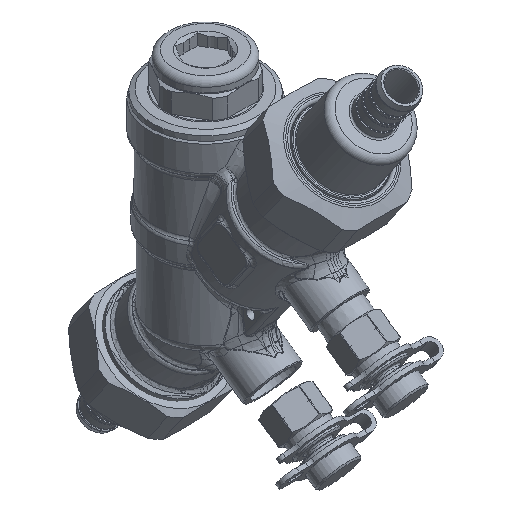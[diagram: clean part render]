
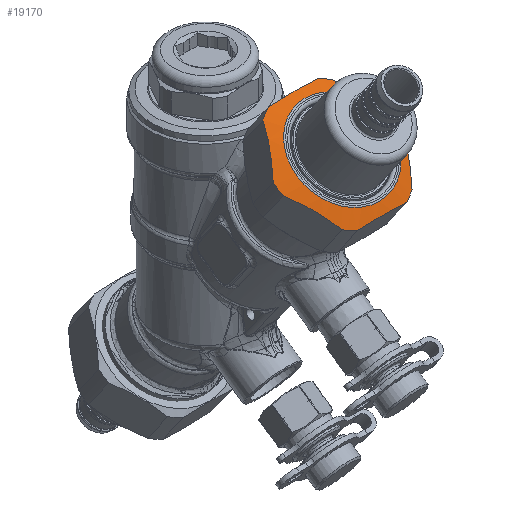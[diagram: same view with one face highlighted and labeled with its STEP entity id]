
A CAD part, isometric view. The second image highlights one B-rep face of the part: STEP entity #19170.
In plain terms, the highlighted conical face has half-angle 60 degrees and reference radius 17.78 mm.
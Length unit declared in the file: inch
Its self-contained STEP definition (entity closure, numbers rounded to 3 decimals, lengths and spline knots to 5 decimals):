
#944=(
BOUNDED_CURVE()
B_SPLINE_CURVE(2,(#140153,#140154,#140155),.UNSPECIFIED.,.F.,.F.)
B_SPLINE_CURVE_WITH_KNOTS((3,3),(0.,1.67512),.UNSPECIFIED.)
CURVE()
GEOMETRIC_REPRESENTATION_ITEM()
RATIONAL_B_SPLINE_CURVE((1.,1.096,1.))
REPRESENTATION_ITEM('')
);
#945=(
BOUNDED_CURVE()
B_SPLINE_CURVE(2,(#140159,#140160,#140161),.UNSPECIFIED.,.F.,.F.)
B_SPLINE_CURVE_WITH_KNOTS((3,3),(0.,1.67512),.UNSPECIFIED.)
CURVE()
GEOMETRIC_REPRESENTATION_ITEM()
RATIONAL_B_SPLINE_CURVE((1.,1.096,1.))
REPRESENTATION_ITEM('')
);
#946=(
BOUNDED_CURVE()
B_SPLINE_CURVE(2,(#140165,#140166,#140167),.UNSPECIFIED.,.F.,.F.)
B_SPLINE_CURVE_WITH_KNOTS((3,3),(0.,1.67512),.UNSPECIFIED.)
CURVE()
GEOMETRIC_REPRESENTATION_ITEM()
RATIONAL_B_SPLINE_CURVE((1.,1.096,1.))
REPRESENTATION_ITEM('')
);
#947=(
BOUNDED_CURVE()
B_SPLINE_CURVE(2,(#140171,#140172,#140173),.UNSPECIFIED.,.F.,.F.)
B_SPLINE_CURVE_WITH_KNOTS((3,3),(0.,1.67512),.UNSPECIFIED.)
CURVE()
GEOMETRIC_REPRESENTATION_ITEM()
RATIONAL_B_SPLINE_CURVE((1.,1.096,1.))
REPRESENTATION_ITEM('')
);
#948=(
BOUNDED_CURVE()
B_SPLINE_CURVE(2,(#140177,#140178,#140179),.UNSPECIFIED.,.F.,.F.)
B_SPLINE_CURVE_WITH_KNOTS((3,3),(0.,1.67512),.UNSPECIFIED.)
CURVE()
GEOMETRIC_REPRESENTATION_ITEM()
RATIONAL_B_SPLINE_CURVE((1.,1.096,1.))
REPRESENTATION_ITEM('')
);
#949=(
BOUNDED_CURVE()
B_SPLINE_CURVE(2,(#140183,#140184,#140185),.UNSPECIFIED.,.F.,.F.)
B_SPLINE_CURVE_WITH_KNOTS((3,3),(0.,1.67512),.UNSPECIFIED.)
CURVE()
GEOMETRIC_REPRESENTATION_ITEM()
RATIONAL_B_SPLINE_CURVE((1.,1.096,1.))
REPRESENTATION_ITEM('')
);
#2329=CONICAL_SURFACE('',#20517,0.7,1.047);
#3603=FACE_OUTER_BOUND('',#4816,.T.);
#4816=EDGE_LOOP('',(#16199,#16200,#16201,#16202,#16203,#16204,#16205,#16206,
#16207,#16208,#16209,#16210,#16211,#16212,#16213,#16214));
#5706=CIRCLE('',#20514,0.60928);
#5708=CIRCLE('',#20518,0.8);
#5709=CIRCLE('',#20519,0.8);
#5710=CIRCLE('',#20520,0.8);
#5711=CIRCLE('',#20521,0.8);
#5712=CIRCLE('',#20522,0.8);
#5713=CIRCLE('',#20523,0.8);
#5714=CIRCLE('',#20524,0.8);
#6222=LINE('',#140149,#6629);
#6629=VECTOR('',#23541,0.7);
#8196=VERTEX_POINT('',#140141);
#8198=VERTEX_POINT('',#140148);
#8199=VERTEX_POINT('',#140150);
#8200=VERTEX_POINT('',#140152);
#8201=VERTEX_POINT('',#140156);
#8202=VERTEX_POINT('',#140158);
#8203=VERTEX_POINT('',#140162);
#8204=VERTEX_POINT('',#140164);
#8205=VERTEX_POINT('',#140168);
#8206=VERTEX_POINT('',#140170);
#8207=VERTEX_POINT('',#140174);
#8208=VERTEX_POINT('',#140176);
#8209=VERTEX_POINT('',#140180);
#8210=VERTEX_POINT('',#140182);
#10888=EDGE_CURVE('',#8196,#8196,#5706,.T.);
#10890=EDGE_CURVE('',#8196,#8198,#6222,.T.);
#10891=EDGE_CURVE('',#8199,#8198,#5708,.T.);
#10892=EDGE_CURVE('',#8200,#8199,#944,.T.);
#10893=EDGE_CURVE('',#8201,#8200,#5709,.T.);
#10894=EDGE_CURVE('',#8202,#8201,#945,.T.);
#10895=EDGE_CURVE('',#8203,#8202,#5710,.T.);
#10896=EDGE_CURVE('',#8204,#8203,#946,.T.);
#10897=EDGE_CURVE('',#8205,#8204,#5711,.T.);
#10898=EDGE_CURVE('',#8206,#8205,#947,.T.);
#10899=EDGE_CURVE('',#8207,#8206,#5712,.T.);
#10900=EDGE_CURVE('',#8208,#8207,#948,.T.);
#10901=EDGE_CURVE('',#8209,#8208,#5713,.T.);
#10902=EDGE_CURVE('',#8210,#8209,#949,.T.);
#10903=EDGE_CURVE('',#8198,#8210,#5714,.T.);
#16199=ORIENTED_EDGE('',*,*,#10888,.F.);
#16200=ORIENTED_EDGE('',*,*,#10890,.T.);
#16201=ORIENTED_EDGE('',*,*,#10891,.F.);
#16202=ORIENTED_EDGE('',*,*,#10892,.F.);
#16203=ORIENTED_EDGE('',*,*,#10893,.F.);
#16204=ORIENTED_EDGE('',*,*,#10894,.F.);
#16205=ORIENTED_EDGE('',*,*,#10895,.F.);
#16206=ORIENTED_EDGE('',*,*,#10896,.F.);
#16207=ORIENTED_EDGE('',*,*,#10897,.F.);
#16208=ORIENTED_EDGE('',*,*,#10898,.F.);
#16209=ORIENTED_EDGE('',*,*,#10899,.F.);
#16210=ORIENTED_EDGE('',*,*,#10900,.F.);
#16211=ORIENTED_EDGE('',*,*,#10901,.F.);
#16212=ORIENTED_EDGE('',*,*,#10902,.F.);
#16213=ORIENTED_EDGE('',*,*,#10903,.F.);
#16214=ORIENTED_EDGE('',*,*,#10890,.F.);
#19170=ADVANCED_FACE('',(#3603),#2329,.T.);
#20514=AXIS2_PLACEMENT_3D('',#140143,#23533,#23534);
#20517=AXIS2_PLACEMENT_3D('',#140147,#23539,#23540);
#20518=AXIS2_PLACEMENT_3D('',#140151,#23542,#23543);
#20519=AXIS2_PLACEMENT_3D('',#140157,#23544,#23545);
#20520=AXIS2_PLACEMENT_3D('',#140163,#23546,#23547);
#20521=AXIS2_PLACEMENT_3D('',#140169,#23548,#23549);
#20522=AXIS2_PLACEMENT_3D('',#140175,#23550,#23551);
#20523=AXIS2_PLACEMENT_3D('',#140181,#23552,#23553);
#20524=AXIS2_PLACEMENT_3D('',#140186,#23554,#23555);
#23533=DIRECTION('center_axis',(0.,-0.574,
0.819));
#23534=DIRECTION('ref_axis',(-1.,0.,0.));
#23539=DIRECTION('center_axis',(0.,0.574,
-0.819));
#23540=DIRECTION('ref_axis',(1.,0.,0.));
#23541=DIRECTION('',(-0.866,0.287,-0.41));
#23542=DIRECTION('center_axis',(0.,0.574,
-0.819));
#23543=DIRECTION('ref_axis',(-1.,0.,0.));
#23544=DIRECTION('center_axis',(0.,0.574,
-0.819));
#23545=DIRECTION('ref_axis',(-1.,0.,0.));
#23546=DIRECTION('center_axis',(0.,0.574,
-0.819));
#23547=DIRECTION('ref_axis',(-1.,0.,0.));
#23548=DIRECTION('center_axis',(0.,0.574,
-0.819));
#23549=DIRECTION('ref_axis',(-1.,0.,0.));
#23550=DIRECTION('center_axis',(0.,0.574,
-0.819));
#23551=DIRECTION('ref_axis',(-1.,0.,0.));
#23552=DIRECTION('center_axis',(0.,0.574,
-0.819));
#23553=DIRECTION('ref_axis',(-1.,0.,0.));
#23554=DIRECTION('center_axis',(0.,0.574,
-0.819));
#23555=DIRECTION('ref_axis',(-1.,0.,0.));
#140141=CARTESIAN_POINT('',(-0.60928,-1.83326,0.2184));
#140143=CARTESIAN_POINT('Origin',(0.,-1.83326,
0.2184));
#140147=CARTESIAN_POINT('Origin',(0.,-1.80322,
0.1755));
#140148=CARTESIAN_POINT('',(-0.8,-1.77011,0.12821));
#140149=CARTESIAN_POINT('',(-0.7,-1.80322,0.1755));
#140150=CARTESIAN_POINT('',(-0.79583,-1.83694,0.08141));
#140151=CARTESIAN_POINT('Origin',(0.,-1.77011,
0.12821));
#140152=CARTESIAN_POINT('',(-0.46857,-2.30126,-0.24371));
#140153=CARTESIAN_POINT('Ctrl Pts',(-0.46857,-2.30126,
-0.24371));
#140154=CARTESIAN_POINT('Ctrl Pts',(-0.6322,-2.11343,
-0.01784));
#140155=CARTESIAN_POINT('Ctrl Pts',(-0.79583,-1.83694,
0.08141));
#140156=CARTESIAN_POINT('',(-0.32726,-2.36809,-0.29051));
#140157=CARTESIAN_POINT('Origin',(0.,-1.77011,
0.12821));
#140158=CARTESIAN_POINT('',(0.32726,-2.36809,-0.29051));
#140159=CARTESIAN_POINT('Ctrl Pts',(0.32726,-2.36809,
-0.29051));
#140160=CARTESIAN_POINT('Ctrl Pts',(0.,-2.41242,
-0.22719));
#140161=CARTESIAN_POINT('Ctrl Pts',(-0.32726,-2.36809,
-0.29051));
#140162=CARTESIAN_POINT('',(0.46857,-2.30126,-0.24371));
#140163=CARTESIAN_POINT('Origin',(0.,-1.77011,
0.12821));
#140164=CARTESIAN_POINT('',(0.79583,-1.83694,0.08141));
#140165=CARTESIAN_POINT('Ctrl Pts',(0.79583,-1.83694,
0.08141));
#140166=CARTESIAN_POINT('Ctrl Pts',(0.6322,-2.11343,
-0.01784));
#140167=CARTESIAN_POINT('Ctrl Pts',(0.46857,-2.30126,
-0.24371));
#140168=CARTESIAN_POINT('',(0.79583,-1.70328,0.175));
#140169=CARTESIAN_POINT('Origin',(0.,-1.77011,
0.12821));
#140170=CARTESIAN_POINT('',(0.46857,-1.23896,0.50012));
#140171=CARTESIAN_POINT('Ctrl Pts',(0.46857,-1.23896,
0.50012));
#140172=CARTESIAN_POINT('Ctrl Pts',(0.6322,-1.51545,
0.40088));
#140173=CARTESIAN_POINT('Ctrl Pts',(0.79583,-1.70328,
0.175));
#140174=CARTESIAN_POINT('',(0.32726,-1.17213,0.54692));
#140175=CARTESIAN_POINT('Origin',(0.,-1.77011,
0.12821));
#140176=CARTESIAN_POINT('',(-0.32726,-1.17213,0.54692));
#140177=CARTESIAN_POINT('Ctrl Pts',(-0.32726,-1.17213,
0.54692));
#140178=CARTESIAN_POINT('Ctrl Pts',(0.,-1.21646,
0.61023));
#140179=CARTESIAN_POINT('Ctrl Pts',(0.32726,-1.17213,
0.54692));
#140180=CARTESIAN_POINT('',(-0.46857,-1.23896,0.50012));
#140181=CARTESIAN_POINT('Origin',(0.,-1.77011,
0.12821));
#140182=CARTESIAN_POINT('',(-0.79583,-1.70328,0.175));
#140183=CARTESIAN_POINT('Ctrl Pts',(-0.79583,-1.70328,
0.175));
#140184=CARTESIAN_POINT('Ctrl Pts',(-0.6322,-1.51545,
0.40088));
#140185=CARTESIAN_POINT('Ctrl Pts',(-0.46857,-1.23896,
0.50012));
#140186=CARTESIAN_POINT('Origin',(0.,-1.77011,
0.12821));
